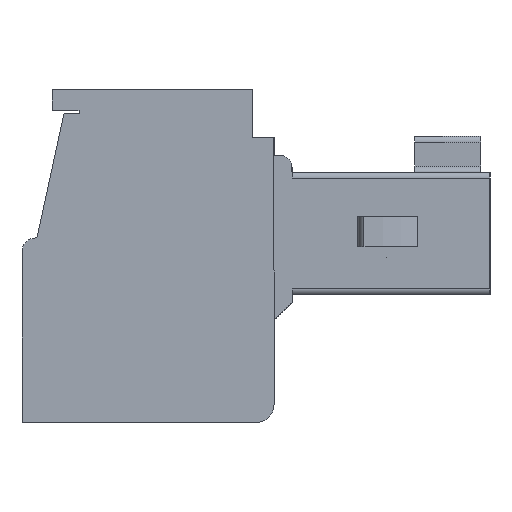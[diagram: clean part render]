
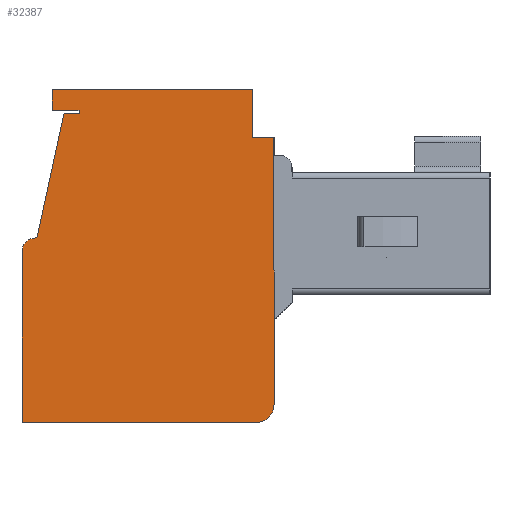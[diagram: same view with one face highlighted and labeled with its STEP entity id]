
A CAD part, left-side view. The second image highlights one B-rep face of the part: STEP entity #32387.
In plain terms, the highlighted planar face has unit normal (-1, 0, 0).
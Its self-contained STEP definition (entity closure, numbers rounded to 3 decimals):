
#183 = VERTEX_POINT ( 'NONE', #45711 ) ;
#283 = VECTOR ( 'NONE', #826, 1000. ) ;
#826 = DIRECTION ( 'NONE',  ( 0., -1., 0. ) ) ;
#978 = CARTESIAN_POINT ( 'NONE',  ( 0., 14.6, 11.1 ) ) ;
#1423 = CARTESIAN_POINT ( 'NONE',  ( 0., 13.7, 10.4 ) ) ;
#1558 = LINE ( 'NONE', #11188, #9229 ) ;
#2295 = CARTESIAN_POINT ( 'NONE',  ( 0., 14.6, 10.4 ) ) ;
#2338 = EDGE_CURVE ( 'NONE', #30497, #38316, #22099, .T. ) ;
#2654 = EDGE_CURVE ( 'NONE', #9616, #29337, #10015, .T. ) ;
#3045 = DIRECTION ( 'NONE',  ( 0., 0., -1. ) ) ;
#4274 = CARTESIAN_POINT ( 'NONE',  ( 0., 15.6, 11.1 ) ) ;
#4505 = ORIENTED_EDGE ( 'NONE', *, *, #20939, .F. ) ;
#4546 = CARTESIAN_POINT ( 'NONE',  ( 0., 15.6, 0. ) ) ;
#4789 = LINE ( 'NONE', #4546, #283 ) ;
#4796 = ORIENTED_EDGE ( 'NONE', *, *, #37967, .T. ) ;
#5090 = DIRECTION ( 'NONE',  ( 0., 0., 1. ) ) ;
#5646 = AXIS2_PLACEMENT_3D ( 'NONE', #23160, #37469, #5090 ) ;
#5764 = ORIENTED_EDGE ( 'NONE', *, *, #14945, .T. ) ;
#5877 = CARTESIAN_POINT ( 'NONE',  ( 0., 15.15, 6.15 ) ) ;
#6224 = DIRECTION ( 'NONE',  ( 0., 0., 1. ) ) ;
#7110 = ORIENTED_EDGE ( 'NONE', *, *, #25157, .T. ) ;
#7883 = DIRECTION ( 'NONE',  ( 0., 1., 0. ) ) ;
#9091 = VECTOR ( 'NONE', #17359, 1000. ) ;
#9229 = VECTOR ( 'NONE', #7883, 1000. ) ;
#9320 = CARTESIAN_POINT ( 'NONE',  ( 0., 14.6, 10.4 ) ) ;
#9518 = LINE ( 'NONE', #23823, #33076 ) ;
#9616 = VERTEX_POINT ( 'NONE', #43453 ) ;
#10015 = LINE ( 'NONE', #31870, #30482 ) ;
#10052 = ORIENTED_EDGE ( 'NONE', *, *, #12220, .T. ) ;
#10341 = CARTESIAN_POINT ( 'NONE',  ( 0., 7.8, 0.6 ) ) ;
#10468 = EDGE_CURVE ( 'NONE', #38316, #46289, #34202, .T. ) ;
#10617 = VECTOR ( 'NONE', #43893, 1000. ) ;
#11188 = CARTESIAN_POINT ( 'NONE',  ( 0., 15.15, 6.15 ) ) ;
#11745 = CARTESIAN_POINT ( 'NONE',  ( 0., 15.6, 11.1 ) ) ;
#11822 = CARTESIAN_POINT ( 'NONE',  ( 0., 7.8, 0. ) ) ;
#12220 = EDGE_CURVE ( 'NONE', #183, #9616, #45701, .T. ) ;
#13109 = DIRECTION ( 'NONE',  ( 0., 0., -1. ) ) ;
#13233 = EDGE_CURVE ( 'NONE', #38381, #28308, #9518, .T. ) ;
#13274 = DIRECTION ( 'NONE',  ( 0., 1., 0. ) ) ;
#13732 = AXIS2_PLACEMENT_3D ( 'NONE', #14305, #28630, #39388 ) ;
#14305 = CARTESIAN_POINT ( 'NONE',  ( 0., 15.6, 11.1 ) ) ;
#14945 = EDGE_CURVE ( 'NONE', #46289, #183, #40814, .T. ) ;
#14991 = VECTOR ( 'NONE', #6224, 1000. ) ;
#15125 = DIRECTION ( 'NONE',  ( 0., -1., 0. ) ) ;
#15830 = VECTOR ( 'NONE', #39202, 1000. ) ;
#15870 = CARTESIAN_POINT ( 'NONE',  ( 0., 7.2, 0.6 ) ) ;
#17262 = CARTESIAN_POINT ( 'NONE',  ( 0., 15.6, 0. ) ) ;
#17359 = DIRECTION ( 'NONE',  ( 0., 1., 0. ) ) ;
#18322 = VECTOR ( 'NONE', #19459, 1000. ) ;
#18455 = CIRCLE ( 'NONE', #5646, 0.45 ) ;
#18794 = ORIENTED_EDGE ( 'NONE', *, *, #35664, .T. ) ;
#19036 = ORIENTED_EDGE ( 'NONE', *, *, #30829, .F. ) ;
#19140 = CARTESIAN_POINT ( 'NONE',  ( 0., 7.92, 11.1 ) ) ;
#19459 = DIRECTION ( 'NONE',  ( 0., -1., 0. ) ) ;
#20240 = EDGE_LOOP ( 'NONE', ( #4796, #39250, #23141, #38237, #19036, #39280, #26131, #5764, #10052, #35646, #7110, #18794, #4505, #27236 ) ) ;
#20939 = EDGE_CURVE ( 'NONE', #25345, #28860, #29822, .T. ) ;
#21375 = DIRECTION ( 'NONE',  ( -1., 0., 0. ) ) ;
#22099 = LINE ( 'NONE', #978, #10617 ) ;
#23141 = ORIENTED_EDGE ( 'NONE', *, *, #13233, .T. ) ;
#23160 = CARTESIAN_POINT ( 'NONE',  ( 0., 15.15, 5.7 ) ) ;
#23195 = EDGE_CURVE ( 'NONE', #31528, #38381, #24901, .T. ) ;
#23823 = CARTESIAN_POINT ( 'NONE',  ( 0., 7.92, 9.5 ) ) ;
#24901 = LINE ( 'NONE', #39665, #15830 ) ;
#25157 = EDGE_CURVE ( 'NONE', #29337, #36155, #1558, .T. ) ;
#25345 = VERTEX_POINT ( 'NONE', #17262 ) ;
#25363 = VECTOR ( 'NONE', #29584, 1000. ) ;
#26131 = ORIENTED_EDGE ( 'NONE', *, *, #10468, .T. ) ;
#26277 = VERTEX_POINT ( 'NONE', #19140 ) ;
#27236 = ORIENTED_EDGE ( 'NONE', *, *, #43353, .T. ) ;
#27795 = LINE ( 'NONE', #4274, #39500 ) ;
#27894 = CARTESIAN_POINT ( 'NONE',  ( 0., 13.7, 10.4 ) ) ;
#28308 = VERTEX_POINT ( 'NONE', #36346 ) ;
#28492 = CARTESIAN_POINT ( 'NONE',  ( 0., 15.6, 5.7 ) ) ;
#28563 = CARTESIAN_POINT ( 'NONE',  ( 0., 15.1, 6.15 ) ) ;
#28630 = DIRECTION ( 'NONE',  ( 1., 0., 0. ) ) ;
#28860 = VERTEX_POINT ( 'NONE', #28492 ) ;
#29337 = VERTEX_POINT ( 'NONE', #28563 ) ;
#29474 = VECTOR ( 'NONE', #13109, 1000. ) ;
#29584 = DIRECTION ( 'NONE',  ( 0., 0., 1. ) ) ;
#29822 = LINE ( 'NONE', #11745, #25363 ) ;
#30482 = VECTOR ( 'NONE', #31631, 1000. ) ;
#30497 = VERTEX_POINT ( 'NONE', #37939 ) ;
#30829 = EDGE_CURVE ( 'NONE', #30497, #26277, #27795, .T. ) ;
#31528 = VERTEX_POINT ( 'NONE', #15870 ) ;
#31610 = CARTESIAN_POINT ( 'NONE',  ( 0., 7.92, 11.1 ) ) ;
#31631 = DIRECTION ( 'NONE',  ( 0., 0.212, -0.977 ) ) ;
#31870 = CARTESIAN_POINT ( 'NONE',  ( 0., 15.1, 6.15 ) ) ;
#31954 = VERTEX_POINT ( 'NONE', #11822 ) ;
#32155 = PLANE ( 'NONE',  #13732 ) ;
#32387 = ADVANCED_FACE ( 'NONE', ( #46411 ), #32155, .F. ) ;
#32813 = CARTESIAN_POINT ( 'NONE',  ( 0., 7.2, 9.5 ) ) ;
#33076 = VECTOR ( 'NONE', #13274, 1000. ) ;
#34202 = LINE ( 'NONE', #9320, #18322 ) ;
#34637 = LINE ( 'NONE', #31610, #14991 ) ;
#35646 = ORIENTED_EDGE ( 'NONE', *, *, #2654, .T. ) ;
#35664 = EDGE_CURVE ( 'NONE', #36155, #28860, #18455, .T. ) ;
#36155 = VERTEX_POINT ( 'NONE', #5877 ) ;
#36346 = CARTESIAN_POINT ( 'NONE',  ( 0., 7.92, 9.5 ) ) ;
#37469 = DIRECTION ( 'NONE',  ( -1., 0., 0. ) ) ;
#37939 = CARTESIAN_POINT ( 'NONE',  ( 0., 14.6, 11.1 ) ) ;
#37967 = EDGE_CURVE ( 'NONE', #31954, #31528, #42603, .T. ) ;
#38237 = ORIENTED_EDGE ( 'NONE', *, *, #38853, .T. ) ;
#38316 = VERTEX_POINT ( 'NONE', #2295 ) ;
#38381 = VERTEX_POINT ( 'NONE', #32813 ) ;
#38853 = EDGE_CURVE ( 'NONE', #28308, #26277, #34637, .T. ) ;
#39202 = DIRECTION ( 'NONE',  ( 0., 0., 1. ) ) ;
#39250 = ORIENTED_EDGE ( 'NONE', *, *, #23195, .T. ) ;
#39280 = ORIENTED_EDGE ( 'NONE', *, *, #2338, .T. ) ;
#39388 = DIRECTION ( 'NONE',  ( 0., 0., -1. ) ) ;
#39500 = VECTOR ( 'NONE', #15125, 1000. ) ;
#39665 = CARTESIAN_POINT ( 'NONE',  ( 0., 7.2, 9.5 ) ) ;
#40814 = LINE ( 'NONE', #1423, #29474 ) ;
#42603 = CIRCLE ( 'NONE', #44114, 0.6 ) ;
#43353 = EDGE_CURVE ( 'NONE', #25345, #31954, #4789, .T. ) ;
#43453 = CARTESIAN_POINT ( 'NONE',  ( 0., 14.2, 10.3 ) ) ;
#43893 = DIRECTION ( 'NONE',  ( 0., 0., -1. ) ) ;
#44114 = AXIS2_PLACEMENT_3D ( 'NONE', #10341, #21375, #3045 ) ;
#45701 = LINE ( 'NONE', #45944, #9091 ) ;
#45711 = CARTESIAN_POINT ( 'NONE',  ( 0., 13.7, 10.3 ) ) ;
#45944 = CARTESIAN_POINT ( 'NONE',  ( 0., 13.7, 10.3 ) ) ;
#46289 = VERTEX_POINT ( 'NONE', #27894 ) ;
#46411 = FACE_OUTER_BOUND ( 'NONE', #20240, .T. ) ;
